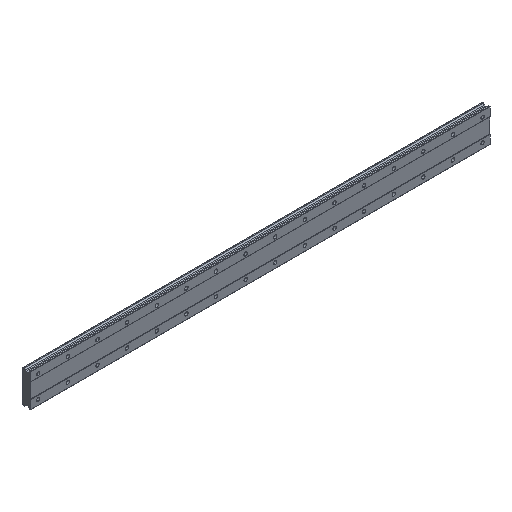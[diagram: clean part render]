
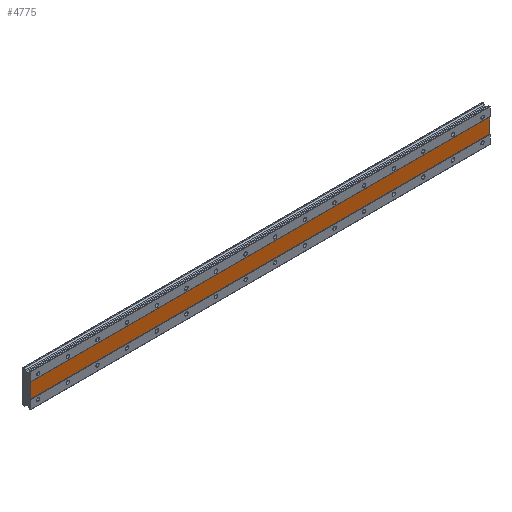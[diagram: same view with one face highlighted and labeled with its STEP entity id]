
A CAD part, isometric view. The second image highlights one B-rep face of the part: STEP entity #4775.
In plain terms, the highlighted planar face has unit normal (0, -1, 0).
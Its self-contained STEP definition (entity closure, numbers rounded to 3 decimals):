
#5 = LINE ( 'NONE', #503, #3160 ) ;
#65 = LINE ( 'NONE', #1603, #5313 ) ;
#68 = CARTESIAN_POINT ( 'NONE',  ( 1220., 1., -20. ) ) ;
#312 = EDGE_CURVE ( 'NONE', #3440, #5201, #5, .T. ) ;
#365 = LINE ( 'NONE', #3436, #1582 ) ;
#503 = CARTESIAN_POINT ( 'NONE',  ( 1220., 1., -20. ) ) ;
#615 = DIRECTION ( 'NONE',  ( 0., 0., 1. ) ) ;
#764 = DIRECTION ( 'NONE',  ( 0., 0., 1. ) ) ;
#1202 = ORIENTED_EDGE ( 'NONE', *, *, #312, .F. ) ;
#1582 = VECTOR ( 'NONE', #615, 1000. ) ;
#1603 = CARTESIAN_POINT ( 'NONE',  ( 1220., 1., 20. ) ) ;
#1673 = PLANE ( 'NONE',  #4264 ) ;
#2048 = ORIENTED_EDGE ( 'NONE', *, *, #2777, .F. ) ;
#2069 = EDGE_CURVE ( 'NONE', #5201, #3910, #365, .T. ) ;
#2118 = EDGE_CURVE ( 'NONE', #3910, #5039, #2417, .T. ) ;
#2161 = CARTESIAN_POINT ( 'NONE',  ( 1220., 1., 20. ) ) ;
#2417 = LINE ( 'NONE', #5790, #5207 ) ;
#2519 = DIRECTION ( 'NONE',  ( 0., 0., -1. ) ) ;
#2737 = CARTESIAN_POINT ( 'NONE',  ( -20., 1., 20. ) ) ;
#2777 = EDGE_CURVE ( 'NONE', #5039, #3440, #65, .T. ) ;
#2836 = DIRECTION ( 'NONE',  ( -1., 0., 0. ) ) ;
#3160 = VECTOR ( 'NONE', #2836, 1000. ) ;
#3213 = CARTESIAN_POINT ( 'NONE',  ( 1220., 1., 20. ) ) ;
#3227 = CARTESIAN_POINT ( 'NONE',  ( -20., 1., -20. ) ) ;
#3436 = CARTESIAN_POINT ( 'NONE',  ( -20., 1., 20. ) ) ;
#3440 = VERTEX_POINT ( 'NONE', #68 ) ;
#3794 = ORIENTED_EDGE ( 'NONE', *, *, #2069, .F. ) ;
#3910 = VERTEX_POINT ( 'NONE', #2737 ) ;
#4006 = DIRECTION ( 'NONE',  ( 0., 1., 0. ) ) ;
#4264 = AXIS2_PLACEMENT_3D ( 'NONE', #2161, #4006, #764 ) ;
#4383 = DIRECTION ( 'NONE',  ( 1., 0., 0. ) ) ;
#4478 = FACE_OUTER_BOUND ( 'NONE', #5179, .T. ) ;
#4615 = ORIENTED_EDGE ( 'NONE', *, *, #2118, .F. ) ;
#4775 = ADVANCED_FACE ( 'NONE', ( #4478 ), #1673, .F. ) ;
#5039 = VERTEX_POINT ( 'NONE', #3213 ) ;
#5179 = EDGE_LOOP ( 'NONE', ( #1202, #2048, #4615, #3794 ) ) ;
#5201 = VERTEX_POINT ( 'NONE', #3227 ) ;
#5207 = VECTOR ( 'NONE', #4383, 1000. ) ;
#5313 = VECTOR ( 'NONE', #2519, 1000. ) ;
#5790 = CARTESIAN_POINT ( 'NONE',  ( 1220., 1., 20. ) ) ;
